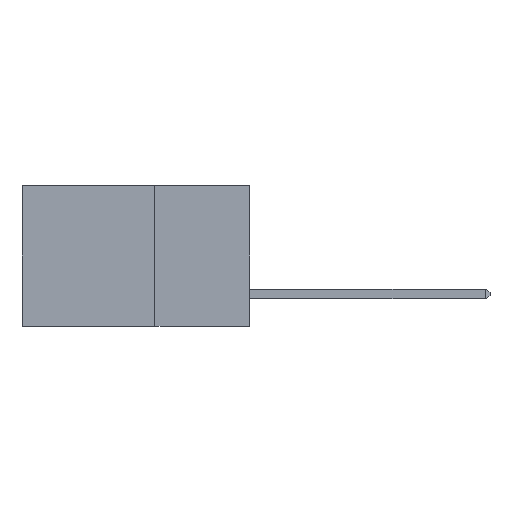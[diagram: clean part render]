
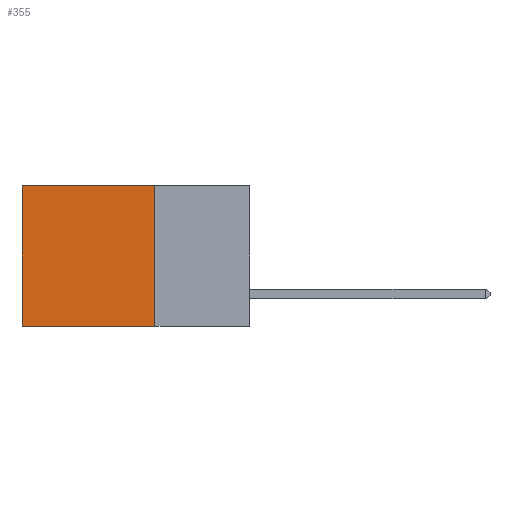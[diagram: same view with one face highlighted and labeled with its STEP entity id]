
A CAD part, left-side view. The second image highlights one B-rep face of the part: STEP entity #355.
In plain terms, the highlighted planar face has unit normal (-1, 0, 0).
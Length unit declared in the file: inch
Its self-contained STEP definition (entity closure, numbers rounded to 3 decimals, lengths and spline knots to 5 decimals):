
#355 = ADVANCED_FACE ( 'NONE', ( #16445 ), #15010, .F. ) ;
#683 = VERTEX_POINT ( 'NONE', #18576 ) ;
#1107 = EDGE_LOOP ( 'NONE', ( #7989, #27697, #27825, #16661 ) ) ;
#1213 = VECTOR ( 'NONE', #7475, 39.37008 ) ;
#2223 = CARTESIAN_POINT ( 'NONE',  ( 0.2875, 0.25, 0. ) ) ;
#2907 = LINE ( 'NONE', #13379, #23762 ) ;
#3489 = CARTESIAN_POINT ( 'NONE',  ( 0.2875, 0.25, 0. ) ) ;
#4029 = CARTESIAN_POINT ( 'NONE',  ( 0.2875, 0.25, -0.37 ) ) ;
#4148 = VERTEX_POINT ( 'NONE', #22084 ) ;
#4642 = VERTEX_POINT ( 'NONE', #17509 ) ;
#6056 = EDGE_CURVE ( 'NONE', #10842, #683, #24807, .T. ) ;
#7475 = DIRECTION ( 'NONE',  ( 0., 0., -1. ) ) ;
#7989 = ORIENTED_EDGE ( 'NONE', *, *, #23506, .T. ) ;
#8197 = VECTOR ( 'NONE', #10824, 39.37008 ) ;
#8718 = VECTOR ( 'NONE', #16994, 39.37008 ) ;
#10824 = DIRECTION ( 'NONE',  ( 0., 1., 0. ) ) ;
#10842 = VERTEX_POINT ( 'NONE', #3489 ) ;
#13379 = CARTESIAN_POINT ( 'NONE',  ( 0.2875, 0.6, 0. ) ) ;
#14265 = AXIS2_PLACEMENT_3D ( 'NONE', #2223, #15983, #20392 ) ;
#15010 = PLANE ( 'NONE',  #14265 ) ;
#15263 = LINE ( 'NONE', #21507, #8197 ) ;
#15983 = DIRECTION ( 'NONE',  ( 1., 0., 0. ) ) ;
#16445 = FACE_OUTER_BOUND ( 'NONE', #1107, .T. ) ;
#16661 = ORIENTED_EDGE ( 'NONE', *, *, #25638, .T. ) ;
#16994 = DIRECTION ( 'NONE',  ( 0., 1., 0. ) ) ;
#17509 = CARTESIAN_POINT ( 'NONE',  ( 0.2875, 0.6, 0. ) ) ;
#18576 = CARTESIAN_POINT ( 'NONE',  ( 0.2875, 0.25, -0.37 ) ) ;
#20292 = CARTESIAN_POINT ( 'NONE',  ( 0.2875, 0.25, 0. ) ) ;
#20392 = DIRECTION ( 'NONE',  ( 0., 0., -1. ) ) ;
#21507 = CARTESIAN_POINT ( 'NONE',  ( 0.2875, 0.25, 0. ) ) ;
#22084 = CARTESIAN_POINT ( 'NONE',  ( 0.2875, 0.6, -0.37 ) ) ;
#23432 = EDGE_CURVE ( 'NONE', #683, #4148, #27100, .T. ) ;
#23506 = EDGE_CURVE ( 'NONE', #4642, #4148, #2907, .T. ) ;
#23762 = VECTOR ( 'NONE', #26165, 39.37008 ) ;
#24807 = LINE ( 'NONE', #20292, #1213 ) ;
#25638 = EDGE_CURVE ( 'NONE', #10842, #4642, #15263, .T. ) ;
#26165 = DIRECTION ( 'NONE',  ( 0., 0., -1. ) ) ;
#27100 = LINE ( 'NONE', #4029, #8718 ) ;
#27697 = ORIENTED_EDGE ( 'NONE', *, *, #23432, .F. ) ;
#27825 = ORIENTED_EDGE ( 'NONE', *, *, #6056, .F. ) ;
